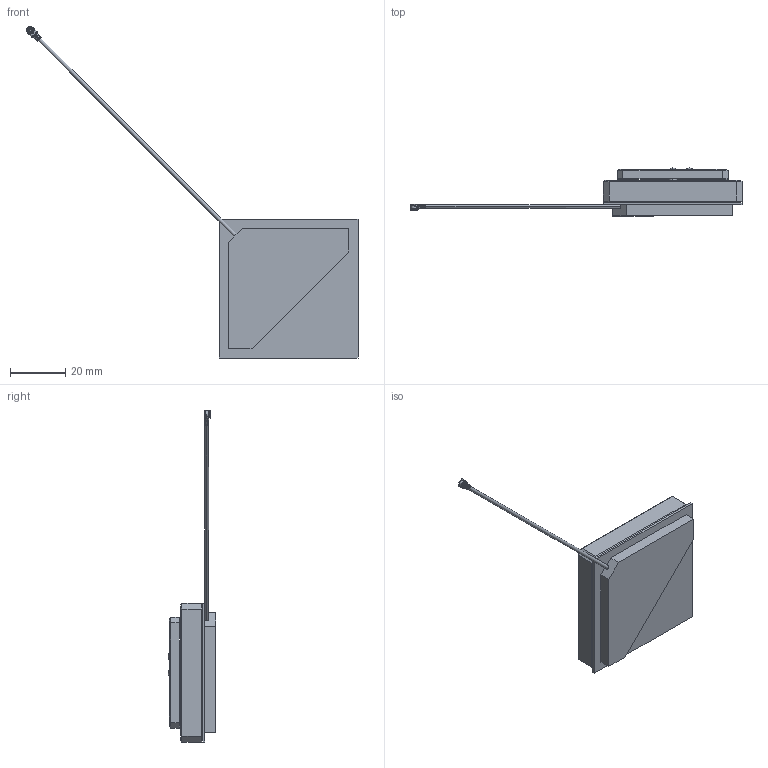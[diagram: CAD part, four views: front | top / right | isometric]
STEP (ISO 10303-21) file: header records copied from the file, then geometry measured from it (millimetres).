
FILE_DESCRIPTION (( 'STEP AP214' ), '1' );
FILE_NAME ('ADFGP.50A.07.0100C_web.STEP', '2022-03-24T09:24:34', ( '' ), ( '' ), 'SwSTEP 2.0', 'SolidWorks 2018', '' );
FILE_SCHEMA (( 'AUTOMOTIVE_DESIGN' ));
Length unit declared in the file: millimetre
Products named in the file (1): ADFGP.50A.07.0100C_web
Bounding box: 119.84 x 17.3 x 119.84 mm (x, y, z)
Surface area: 10015.2 mm2 (no closed solid volume)
Topology: 0 solids, 22 shells, 249 faces, 1321 edges, 1055 vertices
Faces by surface type: plane 168, cylinder 44, bspline 20, cone 13, sphere 4
Entity records: 17700 total; most frequent: CARTESIAN_POINT 5684, ORIENTED_EDGE 1772, DIRECTION 1527, EDGE_CURVE 1311, VERTEX_POINT 1053, LINE 821, VECTOR 821, B_SPLINE_CURVE_WITH_KNOTS 364
